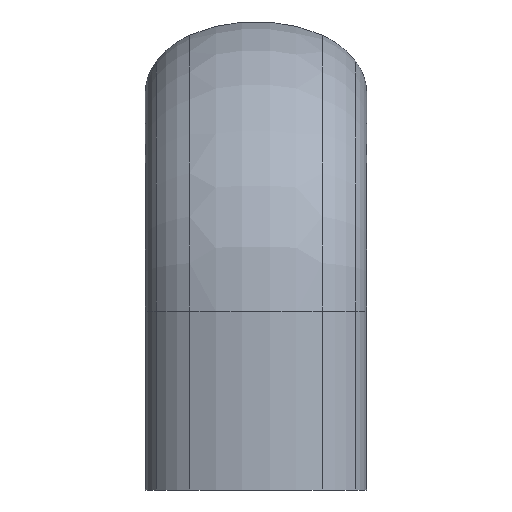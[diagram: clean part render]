
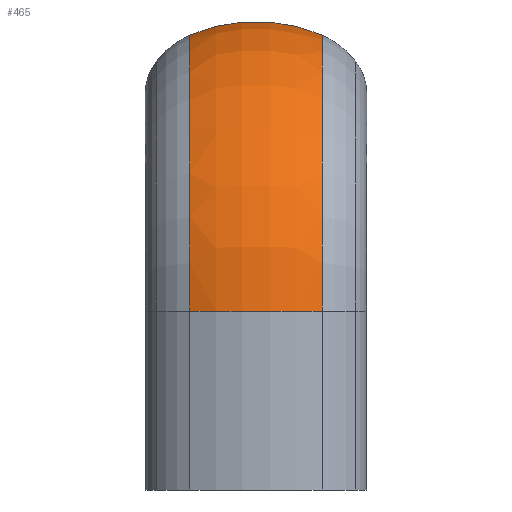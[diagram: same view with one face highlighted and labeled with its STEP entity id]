
A CAD part, left-side view. The second image highlights one B-rep face of the part: STEP entity #465.
In plain terms, the highlighted toroidal (fillet/blend) face has major radius 14.328 mm and minor radius 19.672 mm.
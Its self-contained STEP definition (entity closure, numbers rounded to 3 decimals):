
#353=VERTEX_POINT('',#939);
#465=ADVANCED_FACE('',(#1068),#1069,.T.);
#587=EDGE_CURVE('',#627,#609,#1205,.T.);
#589=EDGE_CURVE('',#609,#839,#1207,.T.);
#609=VERTEX_POINT('',#1229);
#623=EDGE_CURVE('',#627,#353,#1244,.T.);
#627=VERTEX_POINT('',#1248);
#809=EDGE_CURVE('',#353,#839,#1447,.T.);
#839=VERTEX_POINT('',#1485);
#939=CARTESIAN_POINT('',(25.5,-7.782,53.395));
#1068=FACE_OUTER_BOUND('',#1762,.T.);
#1069=TOROIDAL_SURFACE('',#1763,14.328,19.672);
#1205=CIRCLE('',#1939,19.672);
#1207=CIRCLE('',#1942,32.395);
#1229=CARTESIAN_POINT('',(-6.895,7.782,21.0));
#1244=CIRCLE('',#1992,32.395);
#1248=CARTESIAN_POINT('',(-6.895,-7.782,21.0));
#1447=CIRCLE('',#2253,19.672);
#1485=CARTESIAN_POINT('',(25.5,7.782,53.395));
#1762=EDGE_LOOP('',(#2592,#2593,#2594,#2595));
#1763=AXIS2_PLACEMENT_3D('',#2596,#2597,#2598);
#1939=AXIS2_PLACEMENT_3D('',#2793,#2794,#2795);
#1942=AXIS2_PLACEMENT_3D('',#2796,#2797,#2798);
#1992=AXIS2_PLACEMENT_3D('',#2844,#2845,#2846);
#2253=AXIS2_PLACEMENT_3D('',#3077,#3078,#3079);
#2592=ORIENTED_EDGE('',*,*,#809,.T.);
#2593=ORIENTED_EDGE('',*,*,#589,.F.);
#2594=ORIENTED_EDGE('',*,*,#587,.F.);
#2595=ORIENTED_EDGE('',*,*,#623,.T.);
#2596=CARTESIAN_POINT('',(25.5,0.,21.0));
#2597=DIRECTION('',(0.0,1.0,0.0));
#2598=DIRECTION('',(0.0,0.0,-1.0));
#2793=CARTESIAN_POINT('',(11.172,0.,21.0));
#2794=DIRECTION('',(0.0,0.0,-1.0));
#2795=DIRECTION('',(-0.918,0.396,0.0));
#2796=CARTESIAN_POINT('',(25.5,7.782,21.0));
#2797=DIRECTION('',(0.0,1.0,0.0));
#2798=DIRECTION('',(-1.0,0.0,0.0));
#2844=CARTESIAN_POINT('',(25.5,-7.782,21.0));
#2845=DIRECTION('',(0.0,1.0,0.0));
#2846=DIRECTION('',(-1.0,0.0,0.0));
#3077=CARTESIAN_POINT('',(25.5,0.,35.328));
#3078=DIRECTION('',(-1.0,0.,0.));
#3079=DIRECTION('',(0.,0.396,0.918));
